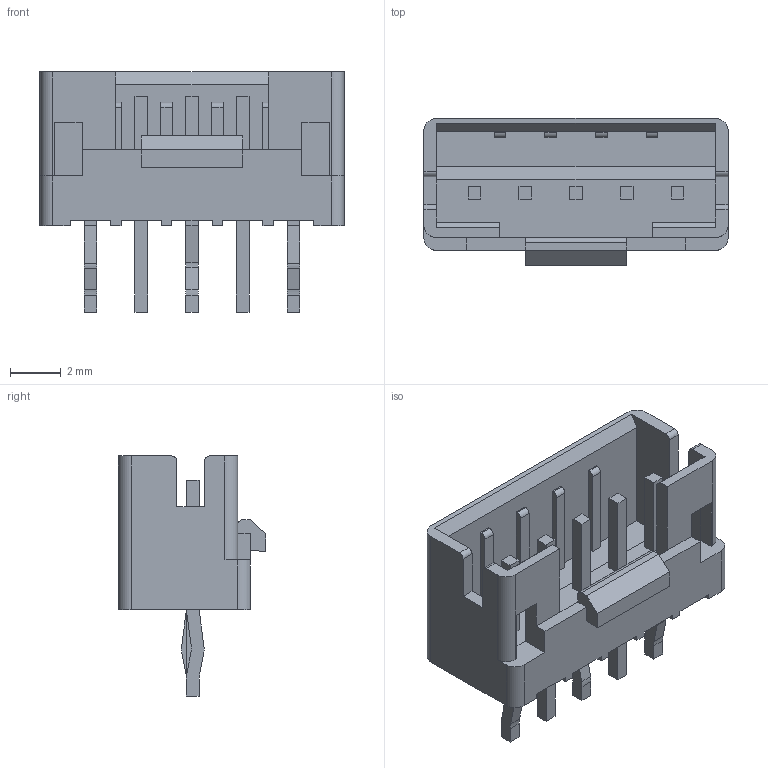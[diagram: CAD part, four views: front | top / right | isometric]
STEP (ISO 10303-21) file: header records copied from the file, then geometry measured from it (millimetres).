
FILE_DESCRIPTION((''),'2;1');
FILE_NAME('C-1735446-5','2009-07-31T',('workeradm'),(''),'PRO/ENGINEER BY PARAMETRIC TECHNOLOGY CORPORATION, 2008380','PRO/ENGINEER BY PARAMETRIC TECHNOLOGY CORPORATION, 2008380','');
FILE_SCHEMA(('AUTOMOTIVE_DESIGN { 1 0 10303 214 1 1 1 1 }'));
Length unit declared in the file: millimetre
Products named in the file (1): C-1735446-5
Bounding box: 12 x 5.8 x 9.47 mm (x, y, z)
Volume: 158.4 mm3; surface area: 517 mm2
Topology: 1 solids, 1 shells, 177 faces, 499 edges, 332 vertices
Faces by surface type: plane 150, cylinder 27
Entity records: 5699 total; most frequent: CARTESIAN_POINT 1009, ORIENTED_EDGE 998, DIRECTION 907, EDGE_CURVE 499, VECTOR 445, LINE 445, VERTEX_POINT 332, AXIS2_PLACEMENT_3D 231
